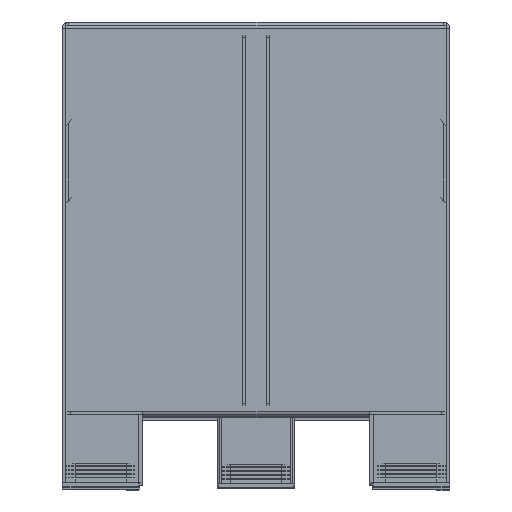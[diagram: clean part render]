
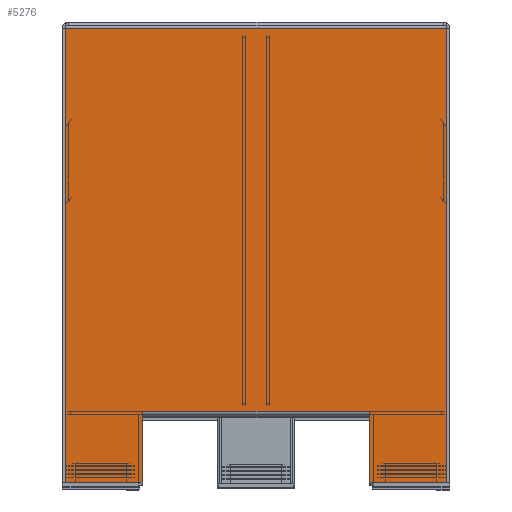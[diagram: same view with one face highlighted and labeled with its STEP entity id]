
A CAD part, top view. The second image highlights one B-rep face of the part: STEP entity #5276.
In plain terms, the highlighted face is planar.
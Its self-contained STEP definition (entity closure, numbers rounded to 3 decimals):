
#15 = DIRECTION ( 'NONE',  ( 0., 1., 0. ) ) ;
#287 = DIRECTION ( 'NONE',  ( 0., 0., -1. ) ) ;
#359 = CARTESIAN_POINT ( 'NONE',  ( 0., 492., 0. ) ) ;
#582 = AXIS2_PLACEMENT_3D ( 'NONE', #6864, #703, #2342 ) ;
#703 = DIRECTION ( 'NONE',  ( -1., 0., 0. ) ) ;
#811 = PLANE ( 'NONE',  #582 ) ;
#845 = VERTEX_POINT ( 'NONE', #2078 ) ;
#857 = ORIENTED_EDGE ( 'NONE', *, *, #5900, .F. ) ;
#934 = ORIENTED_EDGE ( 'NONE', *, *, #7920, .F. ) ;
#1416 = FACE_OUTER_BOUND ( 'NONE', #8855, .T. ) ;
#1453 = VERTEX_POINT ( 'NONE', #7633 ) ;
#1504 = VERTEX_POINT ( 'NONE', #8576 ) ;
#1766 = ORIENTED_EDGE ( 'NONE', *, *, #5249, .T. ) ;
#1830 = CARTESIAN_POINT ( 'NONE',  ( 0., 99., -92. ) ) ;
#1912 = VECTOR ( 'NONE', #9762, 1000. ) ;
#2078 = CARTESIAN_POINT ( 'NONE',  ( 0., 393., -92. ) ) ;
#2085 = ORIENTED_EDGE ( 'NONE', *, *, #7047, .F. ) ;
#2342 = DIRECTION ( 'NONE',  ( 0., 0., 1. ) ) ;
#2571 = CARTESIAN_POINT ( 'NONE',  ( 0., 0., 0. ) ) ;
#2767 = CARTESIAN_POINT ( 'NONE',  ( 0., 393., 0. ) ) ;
#2768 = LINE ( 'NONE', #5801, #4208 ) ;
#3017 = CARTESIAN_POINT ( 'NONE',  ( 0., 99., 0. ) ) ;
#3143 = EDGE_CURVE ( 'NONE', #6557, #5146, #4850, .T. ) ;
#3217 = LINE ( 'NONE', #2571, #5690 ) ;
#3246 = CARTESIAN_POINT ( 'NONE',  ( 0., 393., 0. ) ) ;
#3308 = EDGE_CURVE ( 'NONE', #1504, #1453, #2768, .T. ) ;
#3389 = DIRECTION ( 'NONE',  ( 0., 0., -1. ) ) ;
#3719 = CARTESIAN_POINT ( 'NONE',  ( 0., 492., 0. ) ) ;
#3739 = LINE ( 'NONE', #7583, #9343 ) ;
#3825 = LINE ( 'NONE', #6907, #7088 ) ;
#3919 = VECTOR ( 'NONE', #8341, 1000. ) ;
#4191 = LINE ( 'NONE', #7304, #6302 ) ;
#4208 = VECTOR ( 'NONE', #6598, 1000. ) ;
#4257 = LINE ( 'NONE', #2767, #1912 ) ;
#4270 = VECTOR ( 'NONE', #8509, 1000. ) ;
#4389 = EDGE_CURVE ( 'NONE', #4565, #7191, #9008, .T. ) ;
#4565 = VERTEX_POINT ( 'NONE', #9205 ) ;
#4579 = CARTESIAN_POINT ( 'NONE',  ( 0., 99., 0. ) ) ;
#4850 = LINE ( 'NONE', #6254, #4270 ) ;
#5008 = CARTESIAN_POINT ( 'NONE',  ( 0., 100., -92. ) ) ;
#5146 = VERTEX_POINT ( 'NONE', #8024 ) ;
#5149 = DIRECTION ( 'NONE',  ( 0., -1., 0. ) ) ;
#5249 = EDGE_CURVE ( 'NONE', #9179, #9099, #3825, .T. ) ;
#5276 = ADVANCED_FACE ( 'NONE', ( #1416 ), #811, .T. ) ;
#5626 = ORIENTED_EDGE ( 'NONE', *, *, #4389, .F. ) ;
#5690 = VECTOR ( 'NONE', #287, 1000. ) ;
#5801 = CARTESIAN_POINT ( 'NONE',  ( 0., 492., -586. ) ) ;
#5900 = EDGE_CURVE ( 'NONE', #845, #9099, #4191, .T. ) ;
#6254 = CARTESIAN_POINT ( 'NONE',  ( 0., 492., 0. ) ) ;
#6302 = VECTOR ( 'NONE', #8699, 1000. ) ;
#6503 = EDGE_CURVE ( 'NONE', #8178, #6557, #7382, .T. ) ;
#6557 = VERTEX_POINT ( 'NONE', #4579 ) ;
#6598 = DIRECTION ( 'NONE',  ( 0., -1., 0. ) ) ;
#6864 = CARTESIAN_POINT ( 'NONE',  ( 0., 492., 0. ) ) ;
#6907 = CARTESIAN_POINT ( 'NONE',  ( 0., 99., -92. ) ) ;
#7047 = EDGE_CURVE ( 'NONE', #5146, #1453, #3217, .T. ) ;
#7088 = VECTOR ( 'NONE', #9828, 1000. ) ;
#7180 = LINE ( 'NONE', #359, #7639 ) ;
#7191 = VERTEX_POINT ( 'NONE', #3246 ) ;
#7304 = CARTESIAN_POINT ( 'NONE',  ( 0., 393., -92. ) ) ;
#7382 = LINE ( 'NONE', #3017, #3919 ) ;
#7583 = CARTESIAN_POINT ( 'NONE',  ( 0., 99., -92. ) ) ;
#7633 = CARTESIAN_POINT ( 'NONE',  ( 0., 0., -586. ) ) ;
#7639 = VECTOR ( 'NONE', #3389, 1000. ) ;
#7676 = CARTESIAN_POINT ( 'NONE',  ( 0., 392., -92. ) ) ;
#7920 = EDGE_CURVE ( 'NONE', #7191, #845, #4257, .T. ) ;
#8024 = CARTESIAN_POINT ( 'NONE',  ( 0., 0., 0. ) ) ;
#8178 = VERTEX_POINT ( 'NONE', #1830 ) ;
#8284 = ORIENTED_EDGE ( 'NONE', *, *, #8961, .T. ) ;
#8341 = DIRECTION ( 'NONE',  ( 0., 0., 1. ) ) ;
#8509 = DIRECTION ( 'NONE',  ( 0., -1., 0. ) ) ;
#8576 = CARTESIAN_POINT ( 'NONE',  ( 0., 492., -586. ) ) ;
#8699 = DIRECTION ( 'NONE',  ( 0., -1., 0. ) ) ;
#8832 = ORIENTED_EDGE ( 'NONE', *, *, #8862, .T. ) ;
#8855 = EDGE_LOOP ( 'NONE', ( #8832, #8981, #2085, #9702, #9239, #8284, #1766, #857, #934, #5626 ) ) ;
#8862 = EDGE_CURVE ( 'NONE', #4565, #1504, #7180, .T. ) ;
#8961 = EDGE_CURVE ( 'NONE', #8178, #9179, #3739, .T. ) ;
#8981 = ORIENTED_EDGE ( 'NONE', *, *, #3308, .T. ) ;
#9008 = LINE ( 'NONE', #3719, #9504 ) ;
#9099 = VERTEX_POINT ( 'NONE', #7676 ) ;
#9179 = VERTEX_POINT ( 'NONE', #5008 ) ;
#9205 = CARTESIAN_POINT ( 'NONE',  ( 0., 492., 0. ) ) ;
#9239 = ORIENTED_EDGE ( 'NONE', *, *, #6503, .F. ) ;
#9343 = VECTOR ( 'NONE', #15, 1000. ) ;
#9504 = VECTOR ( 'NONE', #5149, 1000. ) ;
#9702 = ORIENTED_EDGE ( 'NONE', *, *, #3143, .F. ) ;
#9762 = DIRECTION ( 'NONE',  ( 0., 0., -1. ) ) ;
#9828 = DIRECTION ( 'NONE',  ( 0., 1., 0. ) ) ;
